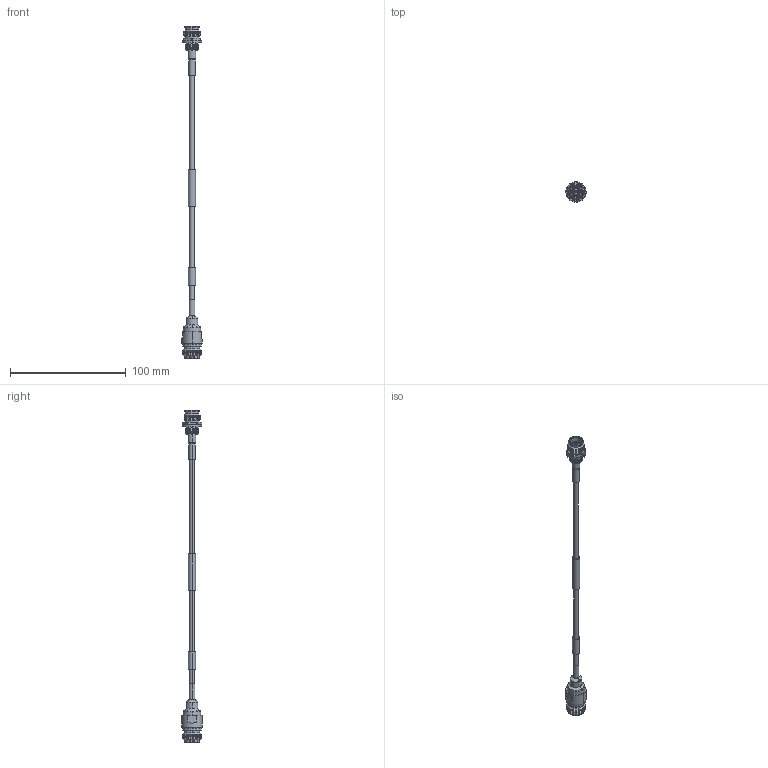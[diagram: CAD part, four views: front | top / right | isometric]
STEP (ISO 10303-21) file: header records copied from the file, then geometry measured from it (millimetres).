
FILE_DESCRIPTION (( 'STEP AP214' ), '1' );
FILE_NAME ('FMCA2532_3D.step', '2024-06-18T04:38:59', ( '' ), ( '' ), 'SwSTEP 2.0', 'SolidWorks 2022', '' );
FILE_SCHEMA (( 'AUTOMOTIVE_DESIGN' ));
Length unit declared in the file: inch
Products named in the file (5): FMCA2532_3D; Heat Shrink^FMCA2532; TC-402-NF-LP-PE_3D^FMCA2532; TC-402-225F-LP-PE_3D^FMCA2532; TFT-5G-402^FMCA2532
Assembly tree (4 placements, depth 2):
  FMCA2532_3D
    TFT-5G-402^FMCA2532
    Heat Shrink^FMCA2532
    TC-402-225F-LP-PE_3D^FMCA2532
    TC-402-NF-LP-PE_3D^FMCA2532
Bounding box: 17.5 x 17.5 x 286.77 mm (x, y, z)
Volume: 13141.9 mm3; surface area: 9772.9 mm2
Topology: 5 solids, 5 shells, 350 faces, 818 edges, 506 vertices
Faces by surface type: cylinder 118, plane 108, cone 95, torus 23, bspline 6
Entity records: 10892 total; most frequent: CARTESIAN_POINT 2532, DIRECTION 1822, ORIENTED_EDGE 1632, EDGE_CURVE 816, AXIS2_PLACEMENT_3D 741, VERTEX_POINT 506, CIRCLE 390, EDGE_LOOP 382
